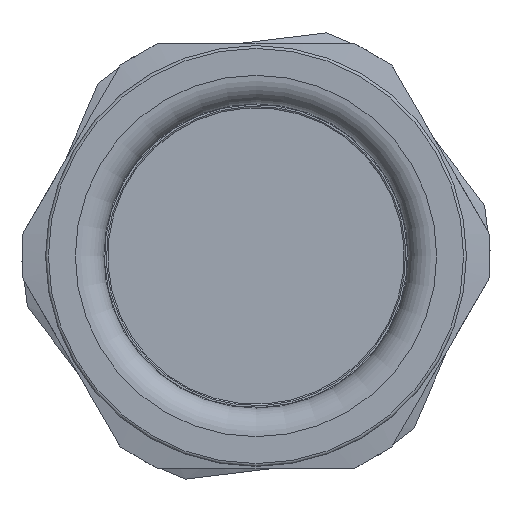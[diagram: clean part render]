
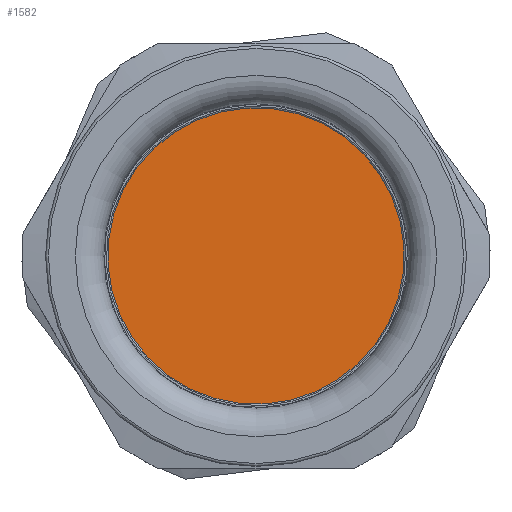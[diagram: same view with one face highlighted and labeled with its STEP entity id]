
A CAD part, left-side view. The second image highlights one B-rep face of the part: STEP entity #1582.
In plain terms, the highlighted planar face has unit normal (-1, 0, 0).
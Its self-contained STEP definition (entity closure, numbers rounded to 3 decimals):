
#231=PLANE('',#1849);
#424=FACE_OUTER_BOUND('',#589,.T.);
#589=EDGE_LOOP('',(#1441));
#665=CIRCLE('',#1828,10.44);
#836=VERTEX_POINT('',#8345);
#1035=EDGE_CURVE('',#836,#836,#665,.T.);
#1441=ORIENTED_EDGE('',*,*,#1035,.F.);
#1582=ADVANCED_FACE('',(#424),#231,.T.);
#1828=AXIS2_PLACEMENT_3D('',#8346,#2218,#2219);
#1849=AXIS2_PLACEMENT_3D('',#8377,#2260,#2261);
#2218=DIRECTION('center_axis',(1.,0.,0.));
#2219=DIRECTION('ref_axis',(0.,0.,-1.));
#2260=DIRECTION('center_axis',(-1.,0.,0.));
#2261=DIRECTION('ref_axis',(0.,0.,1.));
#8345=CARTESIAN_POINT('',(-0.064,10.44,0.));
#8346=CARTESIAN_POINT('Origin',(-0.064,0.,0.));
#8377=CARTESIAN_POINT('Origin',(-0.064,10.44,0.));
